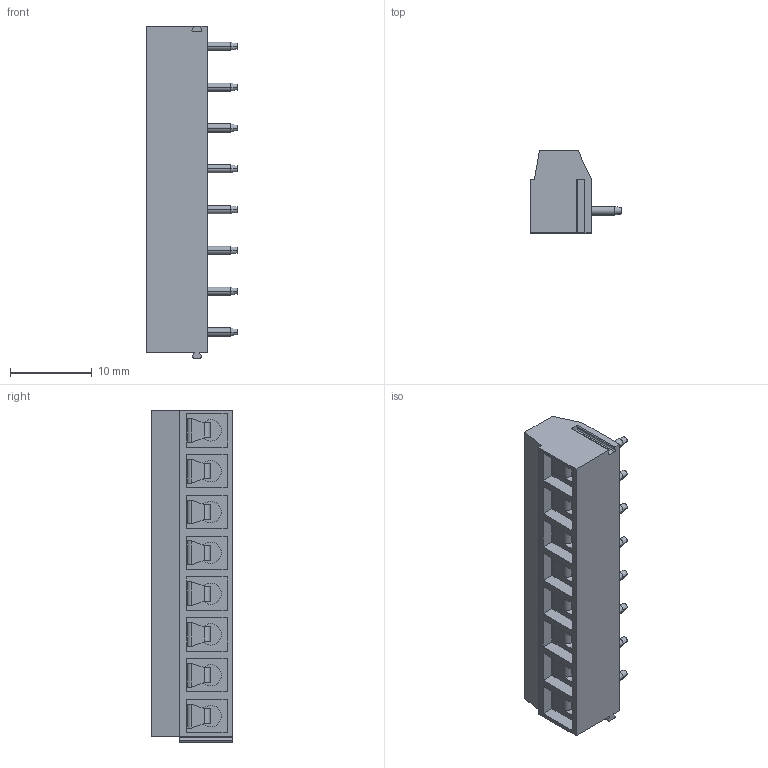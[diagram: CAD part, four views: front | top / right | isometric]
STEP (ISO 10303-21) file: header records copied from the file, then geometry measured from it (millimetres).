
FILE_DESCRIPTION((''),'2;1');
FILE_NAME('TL201R','2024-12-11T',('sj'),(''),'PRO/ENGINEER BY PARAMETRIC TECHNOLOGY CORPORATION, 2013240','PRO/ENGINEER BY PARAMETRIC TECHNOLOGY CORPORATION, 2013240','');
FILE_SCHEMA(('AUTOMOTIVE_DESIGN_CC2 { 1 2 10303 214 -1 1 5 2 }'));
Length unit declared in the file: millimetre
Products named in the file (1): TL201R
Bounding box: 11.2 x 10 x 40.68 mm (x, y, z)
Volume: 2376.1 mm3; surface area: 2598.8 mm2
Topology: 1 solids, 1 shells, 417 faces, 1061 edges, 670 vertices
Faces by surface type: plane 193, cylinder 144, cone 64, torus 16
Entity records: 12779 total; most frequent: CARTESIAN_POINT 2412, DIRECTION 2247, ORIENTED_EDGE 2122, EDGE_CURVE 1061, AXIS2_PLACEMENT_3D 817, VERTEX_POINT 670, VECTOR 613, LINE 613
